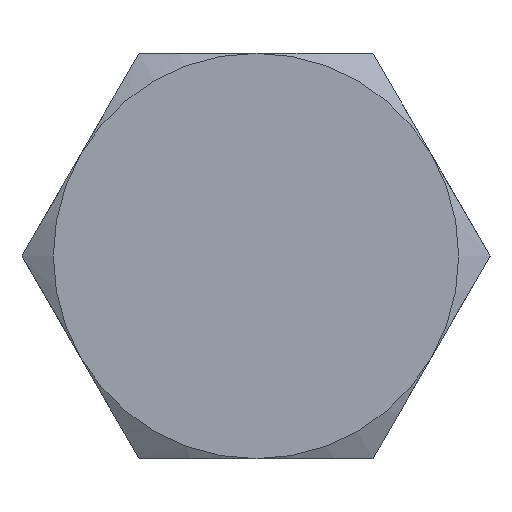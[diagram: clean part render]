
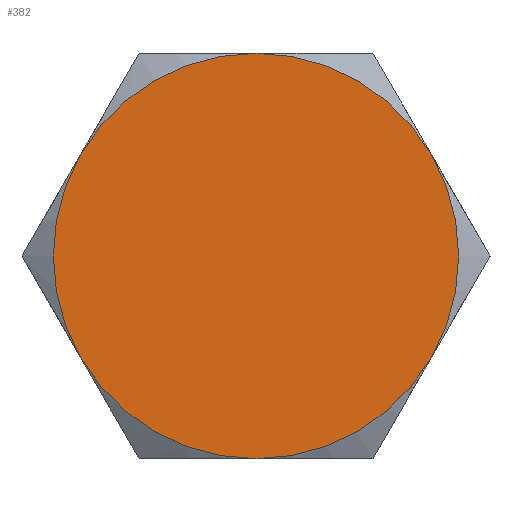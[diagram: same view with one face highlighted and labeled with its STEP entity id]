
A CAD part, left-side view. The second image highlights one B-rep face of the part: STEP entity #382.
In plain terms, the highlighted planar face has unit normal (-1, 0, 0).
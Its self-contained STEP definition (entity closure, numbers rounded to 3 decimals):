
#9 = CIRCLE ( 'NONE', #490, 3.5 ) ;
#13 = EDGE_CURVE ( 'NONE', #717, #595, #275, .T. ) ;
#20 = DIRECTION ( 'NONE',  ( 1., 0., 0. ) ) ;
#81 = VERTEX_POINT ( 'NONE', #622 ) ;
#90 = DIRECTION ( 'NONE',  ( 0., 0., -1. ) ) ;
#91 = ORIENTED_EDGE ( 'NONE', *, *, #405, .F. ) ;
#121 = DIRECTION ( 'NONE',  ( 1., 0., 0. ) ) ;
#131 = DIRECTION ( 'NONE',  ( 0., 0., -1. ) ) ;
#178 = AXIS2_PLACEMENT_3D ( 'NONE', #815, #20, #90 ) ;
#179 = DIRECTION ( 'NONE',  ( 1., 0., 0. ) ) ;
#195 = CARTESIAN_POINT ( 'NONE',  ( 0., 0., 0. ) ) ;
#196 = CARTESIAN_POINT ( 'NONE',  ( 0., -3.031, 1.75 ) ) ;
#228 = DIRECTION ( 'NONE',  ( 1., 0., 0. ) ) ;
#246 = PLANE ( 'NONE',  #804 ) ;
#251 = DIRECTION ( 'NONE',  ( 0., 0., -1. ) ) ;
#260 = AXIS2_PLACEMENT_3D ( 'NONE', #845, #449, #654 ) ;
#275 = CIRCLE ( 'NONE', #178, 3.5 ) ;
#288 = FACE_OUTER_BOUND ( 'NONE', #848, .T. ) ;
#333 = CIRCLE ( 'NONE', #851, 3.5 ) ;
#339 = CIRCLE ( 'NONE', #593, 3.5 ) ;
#342 = CIRCLE ( 'NONE', #260, 3.5 ) ;
#359 = EDGE_CURVE ( 'NONE', #81, #623, #342, .T. ) ;
#382 = ADVANCED_FACE ( 'NONE', ( #288 ), #246, .F. ) ;
#399 = DIRECTION ( 'NONE',  ( 0., 0., -1. ) ) ;
#405 = EDGE_CURVE ( 'NONE', #598, #717, #684, .T. ) ;
#421 = AXIS2_PLACEMENT_3D ( 'NONE', #661, #121, #399 ) ;
#429 = EDGE_CURVE ( 'NONE', #81, #470, #333, .T. ) ;
#437 = CARTESIAN_POINT ( 'NONE',  ( 0., 0., 0. ) ) ;
#449 = DIRECTION ( 'NONE',  ( -1., 0., 0. ) ) ;
#470 = VERTEX_POINT ( 'NONE', #196 ) ;
#485 = DIRECTION ( 'NONE',  ( 0., 0., -1. ) ) ;
#490 = AXIS2_PLACEMENT_3D ( 'NONE', #701, #228, #497 ) ;
#491 = DIRECTION ( 'NONE',  ( 1., 0., 0. ) ) ;
#497 = DIRECTION ( 'NONE',  ( 0., 0., -1. ) ) ;
#593 = AXIS2_PLACEMENT_3D ( 'NONE', #437, #491, #485 ) ;
#595 = VERTEX_POINT ( 'NONE', #805 ) ;
#597 = ORIENTED_EDGE ( 'NONE', *, *, #429, .F. ) ;
#598 = VERTEX_POINT ( 'NONE', #679 ) ;
#615 = CARTESIAN_POINT ( 'NONE',  ( 0., 0., -3.5 ) ) ;
#622 = CARTESIAN_POINT ( 'NONE',  ( 0., 0., 3.5 ) ) ;
#623 = VERTEX_POINT ( 'NONE', #733 ) ;
#632 = ORIENTED_EDGE ( 'NONE', *, *, #816, .F. ) ;
#649 = CARTESIAN_POINT ( 'NONE',  ( 0., 4.041, 0. ) ) ;
#653 = ORIENTED_EDGE ( 'NONE', *, *, #359, .T. ) ;
#654 = DIRECTION ( 'NONE',  ( 0., 0., 1. ) ) ;
#661 = CARTESIAN_POINT ( 'NONE',  ( 0., 0., 0. ) ) ;
#679 = CARTESIAN_POINT ( 'NONE',  ( 0., -3.031, -1.75 ) ) ;
#684 = CIRCLE ( 'NONE', #421, 3.5 ) ;
#701 = CARTESIAN_POINT ( 'NONE',  ( 0., 0., 0. ) ) ;
#708 = ORIENTED_EDGE ( 'NONE', *, *, #728, .F. ) ;
#717 = VERTEX_POINT ( 'NONE', #615 ) ;
#728 = EDGE_CURVE ( 'NONE', #595, #623, #339, .T. ) ;
#730 = DIRECTION ( 'NONE',  ( 1., 0., 0. ) ) ;
#733 = CARTESIAN_POINT ( 'NONE',  ( 0., 3.031, 1.75 ) ) ;
#772 = ORIENTED_EDGE ( 'NONE', *, *, #13, .F. ) ;
#804 = AXIS2_PLACEMENT_3D ( 'NONE', #649, #179, #251 ) ;
#805 = CARTESIAN_POINT ( 'NONE',  ( 0., 3.031, -1.75 ) ) ;
#815 = CARTESIAN_POINT ( 'NONE',  ( 0., 0., 0. ) ) ;
#816 = EDGE_CURVE ( 'NONE', #470, #598, #9, .T. ) ;
#845 = CARTESIAN_POINT ( 'NONE',  ( 0., 0., 0. ) ) ;
#848 = EDGE_LOOP ( 'NONE', ( #772, #91, #632, #597, #653, #708 ) ) ;
#851 = AXIS2_PLACEMENT_3D ( 'NONE', #195, #730, #131 ) ;
